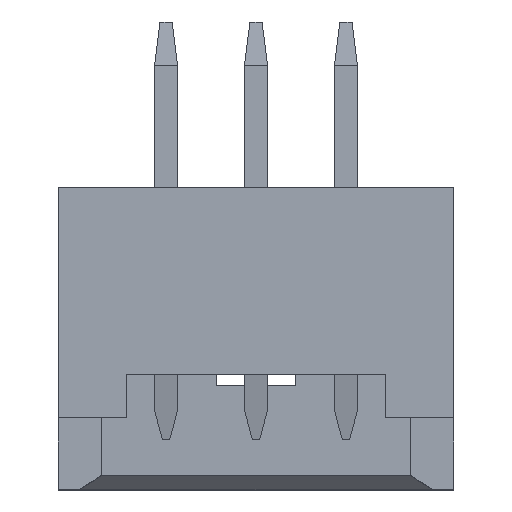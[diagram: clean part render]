
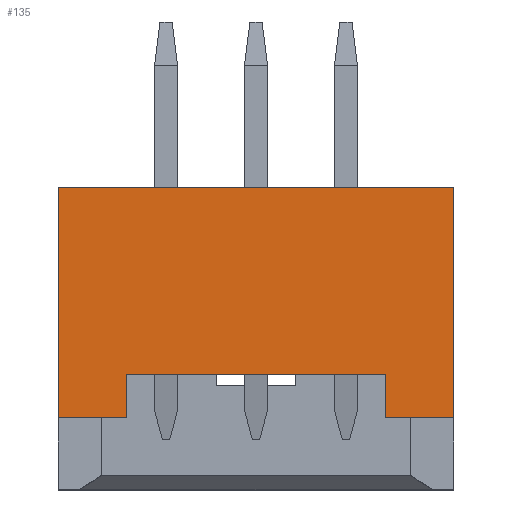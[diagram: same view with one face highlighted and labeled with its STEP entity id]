
A CAD part, top view. The second image highlights one B-rep face of the part: STEP entity #135.
In plain terms, the highlighted planar face has unit normal (0, 0, 1).
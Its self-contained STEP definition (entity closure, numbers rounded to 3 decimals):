
#42=FACE_OUTER_BOUND('',#342,.T.);
#135=ADVANCED_FACE('',(#42),#231,.T.);
#231=PLANE('',#1820);
#342=EDGE_LOOP('',(#470,#471,#472,#473,#474,#475,#476,#477));
#470=ORIENTED_EDGE('',*,*,#1120,.T.);
#471=ORIENTED_EDGE('',*,*,#1121,.T.);
#472=ORIENTED_EDGE('',*,*,#1122,.T.);
#473=ORIENTED_EDGE('',*,*,#1123,.T.);
#474=ORIENTED_EDGE('',*,*,#1124,.T.);
#475=ORIENTED_EDGE('',*,*,#1125,.T.);
#476=ORIENTED_EDGE('',*,*,#1126,.T.);
#477=ORIENTED_EDGE('',*,*,#1127,.T.);
#962=VERTEX_POINT('',#2426);
#963=VERTEX_POINT('',#2427);
#964=VERTEX_POINT('',#2429);
#965=VERTEX_POINT('',#2431);
#966=VERTEX_POINT('',#2433);
#967=VERTEX_POINT('',#2435);
#968=VERTEX_POINT('',#2437);
#969=VERTEX_POINT('',#2439);
#1120=EDGE_CURVE('',#962,#963,#1362,.T.);
#1121=EDGE_CURVE('',#963,#964,#1363,.T.);
#1122=EDGE_CURVE('',#964,#965,#1364,.T.);
#1123=EDGE_CURVE('',#965,#966,#1365,.T.);
#1124=EDGE_CURVE('',#966,#967,#1366,.T.);
#1125=EDGE_CURVE('',#967,#968,#1367,.T.);
#1126=EDGE_CURVE('',#968,#969,#1368,.T.);
#1127=EDGE_CURVE('',#969,#962,#1369,.T.);
#1362=LINE('',#2425,#1600);
#1363=LINE('',#2428,#1601);
#1364=LINE('',#2430,#1602);
#1365=LINE('',#2432,#1603);
#1366=LINE('',#2434,#1604);
#1367=LINE('',#2436,#1605);
#1368=LINE('',#2438,#1606);
#1369=LINE('',#2440,#1607);
#1600=VECTOR('',#1955,1.);
#1601=VECTOR('',#1956,1.);
#1602=VECTOR('',#1957,1.);
#1603=VECTOR('',#1958,1.);
#1604=VECTOR('',#1959,1.);
#1605=VECTOR('',#1960,1.);
#1606=VECTOR('',#1961,1.);
#1607=VECTOR('',#1962,1.);
#1820=AXIS2_PLACEMENT_3D('',#2441,#1963,#1964);
#1955=DIRECTION('',(0.,-1.,0.));
#1956=DIRECTION('',(1.,0.,0.));
#1957=DIRECTION('',(0.,1.,0.));
#1958=DIRECTION('',(1.,0.,0.));
#1959=DIRECTION('',(0.,-1.,0.));
#1960=DIRECTION('',(1.,0.,0.));
#1961=DIRECTION('',(0.,1.,0.));
#1962=DIRECTION('',(-1.,0.,0.));
#1963=DIRECTION('',(0.,0.,1.));
#1964=DIRECTION('',(1.,0.,0.));
#2425=CARTESIAN_POINT('',(-2.75,5.2,3.2));
#2426=CARTESIAN_POINT('',(-2.75,5.2,3.2));
#2427=CARTESIAN_POINT('',(-2.75,2.,3.2));
#2428=CARTESIAN_POINT('',(-2.75,2.,3.2));
#2429=CARTESIAN_POINT('',(-1.8,2.,3.2));
#2430=CARTESIAN_POINT('',(-1.8,2.,3.2));
#2431=CARTESIAN_POINT('',(-1.8,2.6,3.2));
#2432=CARTESIAN_POINT('',(-1.8,2.6,3.2));
#2433=CARTESIAN_POINT('',(1.8,2.6,3.2));
#2434=CARTESIAN_POINT('',(1.8,2.6,3.2));
#2435=CARTESIAN_POINT('',(1.8,2.,3.2));
#2436=CARTESIAN_POINT('',(1.8,2.,3.2));
#2437=CARTESIAN_POINT('',(2.75,2.,3.2));
#2438=CARTESIAN_POINT('',(2.75,1.,3.2));
#2439=CARTESIAN_POINT('',(2.75,5.2,3.2));
#2440=CARTESIAN_POINT('',(2.75,5.2,3.2));
#2441=CARTESIAN_POINT('',(0.,0.,3.2));
